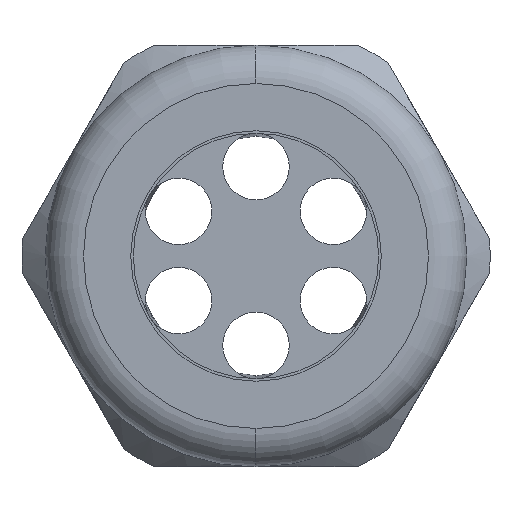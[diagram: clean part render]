
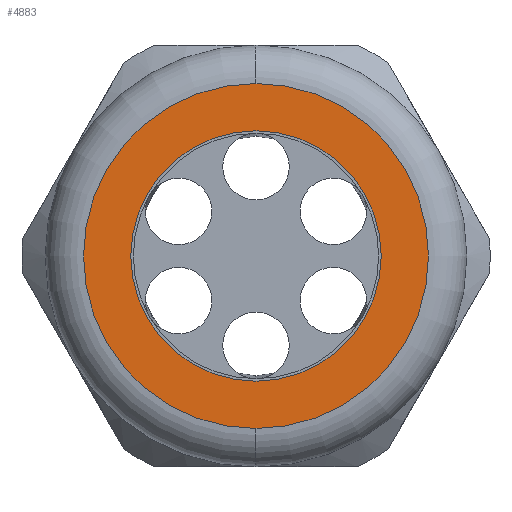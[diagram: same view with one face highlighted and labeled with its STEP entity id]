
A CAD part, left-side view. The second image highlights one B-rep face of the part: STEP entity #4883.
In plain terms, the highlighted planar face has unit normal (-1, 0, 0).
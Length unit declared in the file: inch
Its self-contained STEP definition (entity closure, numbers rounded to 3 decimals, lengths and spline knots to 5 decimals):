
#957 = DIRECTION ( 'NONE',  ( 0., 0., -1. ) ) ;
#958 = DIRECTION ( 'NONE',  ( 1., 0., 0. ) ) ;
#959 = CARTESIAN_POINT ( 'NONE',  ( -1.68, 0., 0. ) ) ;
#960 = AXIS2_PLACEMENT_3D ( 'NONE', #959, #958, #957 ) ;
#961 = CIRCLE ( 'NONE', #960, 0.49 ) ;
#962 = DIRECTION ( 'NONE',  ( 0., 0., 1. ) ) ;
#963 = DIRECTION ( 'NONE',  ( -1., 0., 0. ) ) ;
#964 = CARTESIAN_POINT ( 'NONE',  ( -1.68, 0., 0. ) ) ;
#965 = AXIS2_PLACEMENT_3D ( 'NONE', #964, #963, #962 ) ;
#966 = CIRCLE ( 'NONE', #965, 0.675 ) ;
#967 = DIRECTION ( 'NONE',  ( 0., 0., 1. ) ) ;
#968 = DIRECTION ( 'NONE',  ( -1., 0., 0. ) ) ;
#969 = CARTESIAN_POINT ( 'NONE',  ( -1.68, 0.825, 0. ) ) ;
#970 = AXIS2_PLACEMENT_3D ( 'NONE', #969, #968, #967 ) ;
#971 = PLANE ( 'NONE',  #970 ) ;
#972 = FACE_BOUND ( 'NONE', #4888, .T. ) ;
#973 = FACE_OUTER_BOUND ( 'NONE', #4884, .T. ) ;
#2888 = CARTESIAN_POINT ( 'NONE',  ( -1.68, 0., 0.675 ) ) ;
#2971 = DIRECTION ( 'NONE',  ( 0., 0., 1. ) ) ;
#2972 = DIRECTION ( 'NONE',  ( -1., 0., 0. ) ) ;
#2973 = CARTESIAN_POINT ( 'NONE',  ( -1.68, 0., 0. ) ) ;
#2974 = AXIS2_PLACEMENT_3D ( 'NONE', #2973, #2972, #2971 ) ;
#2975 = CIRCLE ( 'NONE', #2974, 0.675 ) ;
#2976 = CARTESIAN_POINT ( 'NONE',  ( -1.68, 0., -0.675 ) ) ;
#4478 = VERTEX_POINT ( 'NONE', #6812 ) ;
#4482 = VERTEX_POINT ( 'NONE', #6803 ) ;
#4485 = EDGE_CURVE ( 'NONE', #4482, #4478, #6801, .T. ) ;
#4883 = ADVANCED_FACE ( 'NONE', ( #973, #972 ), #971, .T. ) ;
#4884 = EDGE_LOOP ( 'NONE', ( #4885, #4886 ) ) ;
#4885 = ORIENTED_EDGE ( 'NONE', *, *, #7327, .T. ) ;
#4886 = ORIENTED_EDGE ( 'NONE', *, *, #4887, .T. ) ;
#4887 = EDGE_CURVE ( 'NONE', #7324, #7290, #966, .T. ) ;
#4888 = EDGE_LOOP ( 'NONE', ( #4889, #4948 ) ) ;
#4889 = ORIENTED_EDGE ( 'NONE', *, *, #4890, .T. ) ;
#4890 = EDGE_CURVE ( 'NONE', #4478, #4482, #961, .T. ) ;
#4948 = ORIENTED_EDGE ( 'NONE', *, *, #4485, .T. ) ;
#6797 = DIRECTION ( 'NONE',  ( 0., 0., -1. ) ) ;
#6798 = DIRECTION ( 'NONE',  ( 1., 0., 0. ) ) ;
#6799 = CARTESIAN_POINT ( 'NONE',  ( -1.68, 0., 0. ) ) ;
#6800 = AXIS2_PLACEMENT_3D ( 'NONE', #6799, #6798, #6797 ) ;
#6801 = CIRCLE ( 'NONE', #6800, 0.49 ) ;
#6803 = CARTESIAN_POINT ( 'NONE',  ( -1.68, 0., 0.49 ) ) ;
#6812 = CARTESIAN_POINT ( 'NONE',  ( -1.68, 0., -0.49 ) ) ;
#7290 = VERTEX_POINT ( 'NONE', #2888 ) ;
#7324 = VERTEX_POINT ( 'NONE', #2976 ) ;
#7327 = EDGE_CURVE ( 'NONE', #7290, #7324, #2975, .T. ) ;
